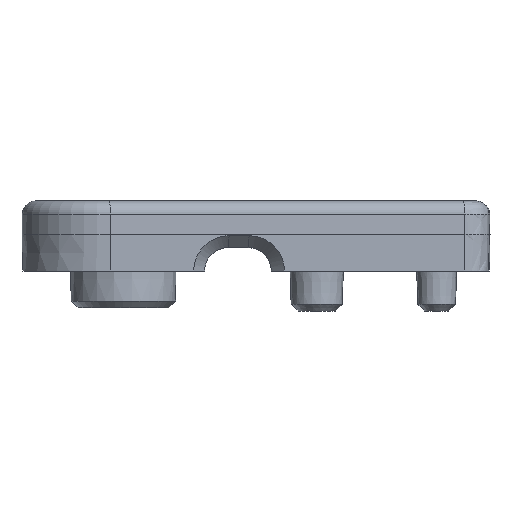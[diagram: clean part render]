
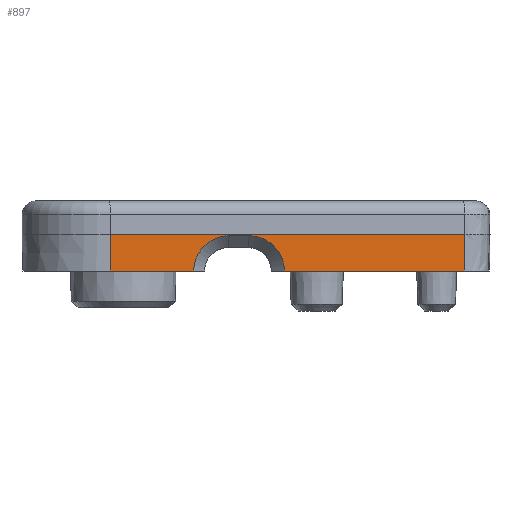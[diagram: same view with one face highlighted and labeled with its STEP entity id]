
A CAD part, front view. The second image highlights one B-rep face of the part: STEP entity #897.
In plain terms, the highlighted planar face has unit normal (0.087, -0.996, -0.018).
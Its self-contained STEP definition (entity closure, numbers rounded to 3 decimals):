
#109 = CARTESIAN_POINT ( 'NONE',  ( -2.293, -20.929, 2.112 ) ) ;
#125 = CARTESIAN_POINT ( 'NONE',  ( -2.785, -20.964, 1.623 ) ) ;
#180 = CARTESIAN_POINT ( 'NONE',  ( -2.982, -20.976, 1.329 ) ) ;
#182 = CARTESIAN_POINT ( 'NONE',  ( -3.183, -20.985, 0.852 ) ) ;
#190 = CARTESIAN_POINT ( 'NONE',  ( -3.303, -20.987, 0.347 ) ) ;
#225 = VECTOR ( 'NONE', #1402, 1000. ) ;
#235 = CARTESIAN_POINT ( 'NONE',  ( -3.234, -20.986, 0.685 ) ) ;
#237 = CARTESIAN_POINT ( 'NONE',  ( -3.323, -20.982, 0. ) ) ;
#249 = CARTESIAN_POINT ( 'NONE',  ( 18.671, -19.058, 0. ) ) ;
#261 = VECTOR ( 'NONE', #3097, 1000. ) ;
#306 = CARTESIAN_POINT ( 'NONE',  ( -3.322, -20.985, 0.174 ) ) ;
#319 = DIRECTION ( 'NONE',  ( 0.996, 0.087, 0. ) ) ;
#403 = EDGE_CURVE ( 'NONE', #992, #1383, #2165, .T. ) ;
#423 = VERTEX_POINT ( 'NONE', #3548 ) ;
#456 = EDGE_CURVE ( 'NONE', #1383, #1934, #1863, .T. ) ;
#501 = EDGE_LOOP ( 'NONE', ( #1591, #1678, #1703, #1748, #1773, #1848, #1861, #2000 ) ) ;
#704 = DIRECTION ( 'NONE',  ( 0.996, 0.087, 0. ) ) ;
#818 = LINE ( 'NONE', #249, #2361 ) ;
#885 = CARTESIAN_POINT ( 'NONE',  ( 18.671, -19.058, 0. ) ) ;
#897 = ADVANCED_FACE ( 'NONE', ( #3238 ), #2968, .T. ) ;
#964 = EDGE_CURVE ( 'NONE', #1934, #3010, #1965, .T. ) ;
#992 = VERTEX_POINT ( 'NONE', #2123 ) ;
#1155 = LINE ( 'NONE', #3133, #261 ) ;
#1383 = VERTEX_POINT ( 'NONE', #3044 ) ;
#1402 = DIRECTION ( 'NONE',  ( 0.996, 0.087, 0. ) ) ;
#1519 = CARTESIAN_POINT ( 'NONE',  ( 3.349, -20.413, 0.852 ) ) ;
#1521 = CARTESIAN_POINT ( 'NONE',  ( 3.149, -20.439, 1.329 ) ) ;
#1538 = CARTESIAN_POINT ( 'NONE',  ( 2.95, -20.462, 1.624 ) ) ;
#1566 = CARTESIAN_POINT ( 'NONE',  ( 17.017, -19.251, 2.75 ) ) ;
#1591 = ORIENTED_EDGE ( 'NONE', *, *, #3023, .T. ) ;
#1678 = ORIENTED_EDGE ( 'NONE', *, *, #403, .T. ) ;
#1703 = ORIENTED_EDGE ( 'NONE', *, *, #456, .T. ) ;
#1748 = ORIENTED_EDGE ( 'NONE', *, *, #964, .T. ) ;
#1773 = ORIENTED_EDGE ( 'NONE', *, *, #2296, .T. ) ;
#1827 = VECTOR ( 'NONE', #3534, 1000. ) ;
#1848 = ORIENTED_EDGE ( 'NONE', *, *, #3586, .T. ) ;
#1861 = ORIENTED_EDGE ( 'NONE', *, *, #3309, .F. ) ;
#1863 = LINE ( 'NONE', #3529, #1827 ) ;
#1912 = CARTESIAN_POINT ( 'NONE',  ( 0.833, -20.665, 2.639 ) ) ;
#1934 = VERTEX_POINT ( 'NONE', #1912 ) ;
#1952 = VECTOR ( 'NONE', #704, 1000. ) ;
#1965 = B_SPLINE_CURVE_WITH_KNOTS ( 'NONE', 3,
 ( #2561, #2502, #2508, #2492, #2480, #1538, #1521, #1519, #2477, #2468, #2461, #2454 ),
 .UNSPECIFIED., .F., .F.,
 ( 4, 2, 2, 2, 2, 4 ),
 ( 0., 0.25, 0.5, 0.75, 0.875, 1. ),
 .UNSPECIFIED. ) ;
#2000 = ORIENTED_EDGE ( 'NONE', *, *, #2498, .T. ) ;
#2037 = LINE ( 'NONE', #885, #1952 ) ;
#2105 = VERTEX_POINT ( 'NONE', #1566 ) ;
#2123 = CARTESIAN_POINT ( 'NONE',  ( -3.323, -20.982, 0. ) ) ;
#2165 = B_SPLINE_CURVE_WITH_KNOTS ( 'NONE', 3,
 ( #237, #306, #190, #235, #182, #180, #125, #109, #3644, #3609, #3606, #3577 ),
 .UNSPECIFIED., .F., .F.,
 ( 4, 2, 2, 2, 2, 4 ),
 ( 0., 0.125, 0.25, 0.5, 0.75, 1. ),
 .UNSPECIFIED. ) ;
#2296 = EDGE_CURVE ( 'NONE', #3010, #3033, #818, .T. ) ;
#2361 = VECTOR ( 'NONE', #319, 1000. ) ;
#2431 = VERTEX_POINT ( 'NONE', #3651 ) ;
#2454 = CARTESIAN_POINT ( 'NONE',  ( 3.489, -20.386, 0. ) ) ;
#2461 = CARTESIAN_POINT ( 'NONE',  ( 3.488, -20.389, 0.174 ) ) ;
#2468 = CARTESIAN_POINT ( 'NONE',  ( 3.47, -20.394, 0.346 ) ) ;
#2477 = CARTESIAN_POINT ( 'NONE',  ( 3.4, -20.406, 0.685 ) ) ;
#2480 = CARTESIAN_POINT ( 'NONE',  ( 2.461, -20.513, 2.11 ) ) ;
#2492 = CARTESIAN_POINT ( 'NONE',  ( 2.166, -20.542, 2.307 ) ) ;
#2498 = EDGE_CURVE ( 'NONE', #2431, #423, #1155, .T. ) ;
#2502 = CARTESIAN_POINT ( 'NONE',  ( 1.181, -20.634, 2.639 ) ) ;
#2508 = CARTESIAN_POINT ( 'NONE',  ( 1.525, -20.603, 2.571 ) ) ;
#2556 = CARTESIAN_POINT ( 'NONE',  ( 3.489, -20.386, 0. ) ) ;
#2561 = CARTESIAN_POINT ( 'NONE',  ( 0.833, -20.665, 2.639 ) ) ;
#2585 = LINE ( 'NONE', #3695, #225 ) ;
#2649 = AXIS2_PLACEMENT_3D ( 'NONE', #2995, #2943, #2942 ) ;
#2942 = DIRECTION ( 'NONE',  ( 0.996, 0.087, 0. ) ) ;
#2943 = DIRECTION ( 'NONE',  ( 0.087, -0.996, -0.017 ) ) ;
#2968 = PLANE ( 'NONE',  #2649 ) ;
#2995 = CARTESIAN_POINT ( 'NONE',  ( 18.675, -19.106, 2.75 ) ) ;
#3010 = VERTEX_POINT ( 'NONE', #2556 ) ;
#3023 = EDGE_CURVE ( 'NONE', #423, #992, #2037, .T. ) ;
#3030 = CARTESIAN_POINT ( 'NONE',  ( 17.017, -19.251, 2.75 ) ) ;
#3033 = VERTEX_POINT ( 'NONE', #3476 ) ;
#3042 = CARTESIAN_POINT ( 'NONE',  ( 17.01, -19.244, 2.3 ) ) ;
#3044 = CARTESIAN_POINT ( 'NONE',  ( -0.667, -20.796, 2.639 ) ) ;
#3058 = CARTESIAN_POINT ( 'NONE',  ( 17.002, -19.236, 1.849 ) ) ;
#3074 = CARTESIAN_POINT ( 'NONE',  ( 16.995, -19.229, 1.399 ) ) ;
#3091 = CARTESIAN_POINT ( 'NONE',  ( 16.987, -19.222, 0.932 ) ) ;
#3097 = DIRECTION ( 'NONE',  ( -0.002, 0.017, -1. ) ) ;
#3129 = CARTESIAN_POINT ( 'NONE',  ( 16.972, -19.207, 0. ) ) ;
#3133 = CARTESIAN_POINT ( 'NONE',  ( -9.568, -21.577, 2.75 ) ) ;
#3140 = CARTESIAN_POINT ( 'NONE',  ( 16.98, -19.214, 0.466 ) ) ;
#3238 = FACE_OUTER_BOUND ( 'NONE', #501, .T. ) ;
#3309 = EDGE_CURVE ( 'NONE', #2431, #2105, #2585, .T. ) ;
#3336 = B_SPLINE_CURVE_WITH_KNOTS ( 'NONE', 3,
 ( #3129, #3140, #3091, #3074, #3058, #3042, #3030 ),
 .UNSPECIFIED., .F., .F.,
 ( 4, 3, 4 ),
 ( 0., 0.001, 0.003 ),
 .UNSPECIFIED. ) ;
#3476 = CARTESIAN_POINT ( 'NONE',  ( 16.972, -19.207, 0. ) ) ;
#3529 = CARTESIAN_POINT ( 'NONE',  ( 18.675, -19.104, 2.639 ) ) ;
#3534 = DIRECTION ( 'NONE',  ( 0.996, 0.087, 0. ) ) ;
#3548 = CARTESIAN_POINT ( 'NONE',  ( -9.573, -21.529, 0. ) ) ;
#3577 = CARTESIAN_POINT ( 'NONE',  ( -0.667, -20.796, 2.639 ) ) ;
#3586 = EDGE_CURVE ( 'NONE', #3033, #2105, #3336, .T. ) ;
#3606 = CARTESIAN_POINT ( 'NONE',  ( -1.015, -20.827, 2.639 ) ) ;
#3609 = CARTESIAN_POINT ( 'NONE',  ( -1.359, -20.855, 2.571 ) ) ;
#3644 = CARTESIAN_POINT ( 'NONE',  ( -2., -20.907, 2.307 ) ) ;
#3651 = CARTESIAN_POINT ( 'NONE',  ( -9.568, -21.577, 2.75 ) ) ;
#3695 = CARTESIAN_POINT ( 'NONE',  ( 18.675, -19.106, 2.75 ) ) ;
